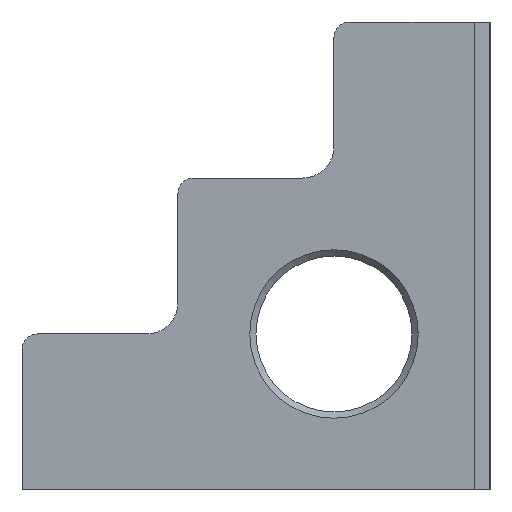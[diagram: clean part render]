
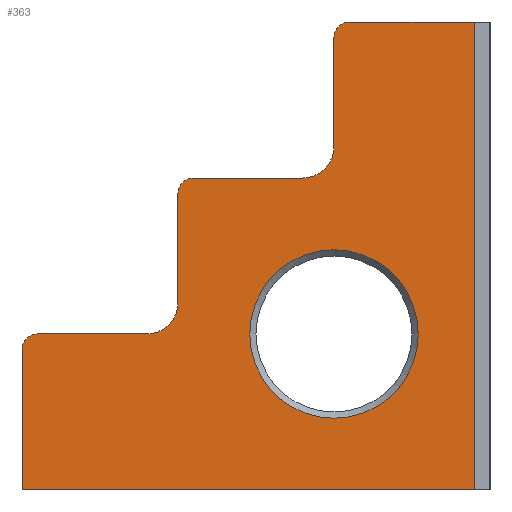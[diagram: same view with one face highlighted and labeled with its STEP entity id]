
A CAD part, front view. The second image highlights one B-rep face of the part: STEP entity #363.
In plain terms, the highlighted planar face has unit normal (0, -1, 0).
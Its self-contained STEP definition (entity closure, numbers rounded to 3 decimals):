
#16=FACE_BOUND('',#61,.T.);
#18=PLANE('',#406);
#39=FACE_OUTER_BOUND('',#60,.T.);
#60=EDGE_LOOP('',(#279,#280,#281,#282,#283,#284,#285,#286,#287,#288,#289,
#290,#291));
#61=EDGE_LOOP('',(#292));
#88=LINE('',#580,#126);
#89=LINE('',#582,#127);
#90=LINE('',#586,#128);
#91=LINE('',#590,#129);
#92=LINE('',#594,#130);
#93=LINE('',#598,#131);
#94=LINE('',#602,#132);
#95=LINE('',#603,#133);
#126=VECTOR('',#468,10.);
#127=VECTOR('',#469,10.);
#128=VECTOR('',#472,10.);
#129=VECTOR('',#475,10.);
#130=VECTOR('',#478,10.);
#131=VECTOR('',#481,10.);
#132=VECTOR('',#484,10.);
#133=VECTOR('',#485,10.);
#161=CIRCLE('',#405,27.);
#162=CIRCLE('',#407,5.);
#163=CIRCLE('',#408,10.);
#164=CIRCLE('',#409,5.);
#165=CIRCLE('',#410,10.);
#166=CIRCLE('',#411,5.);
#183=VERTEX_POINT('',#574);
#184=VERTEX_POINT('',#578);
#185=VERTEX_POINT('',#579);
#186=VERTEX_POINT('',#581);
#187=VERTEX_POINT('',#583);
#188=VERTEX_POINT('',#585);
#189=VERTEX_POINT('',#587);
#190=VERTEX_POINT('',#589);
#191=VERTEX_POINT('',#591);
#192=VERTEX_POINT('',#593);
#193=VERTEX_POINT('',#595);
#194=VERTEX_POINT('',#597);
#195=VERTEX_POINT('',#599);
#196=VERTEX_POINT('',#601);
#219=EDGE_CURVE('',#183,#183,#161,.T.);
#221=EDGE_CURVE('',#184,#185,#88,.T.);
#222=EDGE_CURVE('',#185,#186,#89,.T.);
#223=EDGE_CURVE('',#187,#186,#162,.T.);
#224=EDGE_CURVE('',#187,#188,#90,.T.);
#225=EDGE_CURVE('',#189,#188,#163,.T.);
#226=EDGE_CURVE('',#189,#190,#91,.T.);
#227=EDGE_CURVE('',#191,#190,#164,.T.);
#228=EDGE_CURVE('',#191,#192,#92,.T.);
#229=EDGE_CURVE('',#193,#192,#165,.T.);
#230=EDGE_CURVE('',#193,#194,#93,.T.);
#231=EDGE_CURVE('',#195,#194,#166,.T.);
#232=EDGE_CURVE('',#195,#196,#94,.T.);
#233=EDGE_CURVE('',#196,#184,#95,.T.);
#279=ORIENTED_EDGE('',*,*,#221,.T.);
#280=ORIENTED_EDGE('',*,*,#222,.T.);
#281=ORIENTED_EDGE('',*,*,#223,.F.);
#282=ORIENTED_EDGE('',*,*,#224,.T.);
#283=ORIENTED_EDGE('',*,*,#225,.F.);
#284=ORIENTED_EDGE('',*,*,#226,.T.);
#285=ORIENTED_EDGE('',*,*,#227,.F.);
#286=ORIENTED_EDGE('',*,*,#228,.T.);
#287=ORIENTED_EDGE('',*,*,#229,.F.);
#288=ORIENTED_EDGE('',*,*,#230,.T.);
#289=ORIENTED_EDGE('',*,*,#231,.F.);
#290=ORIENTED_EDGE('',*,*,#232,.T.);
#291=ORIENTED_EDGE('',*,*,#233,.T.);
#292=ORIENTED_EDGE('',*,*,#219,.F.);
#363=ADVANCED_FACE('',(#39,#16),#18,.F.);
#405=AXIS2_PLACEMENT_3D('',#575,#463,#464);
#406=AXIS2_PLACEMENT_3D('',#577,#466,#467);
#407=AXIS2_PLACEMENT_3D('',#584,#470,#471);
#408=AXIS2_PLACEMENT_3D('',#588,#473,#474);
#409=AXIS2_PLACEMENT_3D('',#592,#476,#477);
#410=AXIS2_PLACEMENT_3D('',#596,#479,#480);
#411=AXIS2_PLACEMENT_3D('',#600,#482,#483);
#463=DIRECTION('center_axis',(0.,-1.,0.));
#464=DIRECTION('ref_axis',(1.,0.,0.));
#466=DIRECTION('center_axis',(0.,1.,0.));
#467=DIRECTION('ref_axis',(1.,0.,0.));
#468=DIRECTION('',(0.,0.,1.));
#469=DIRECTION('',(-1.,0.,0.));
#470=DIRECTION('center_axis',(0.,1.,0.));
#471=DIRECTION('ref_axis',(-0.707,0.,0.707));
#472=DIRECTION('',(0.,0.,-1.));
#473=DIRECTION('center_axis',(0.,-1.,0.));
#474=DIRECTION('ref_axis',(0.707,0.,-0.707));
#475=DIRECTION('',(-1.,0.,0.));
#476=DIRECTION('center_axis',(0.,1.,0.));
#477=DIRECTION('ref_axis',(-0.707,0.,0.707));
#478=DIRECTION('',(0.,0.,-1.));
#479=DIRECTION('center_axis',(0.,-1.,0.));
#480=DIRECTION('ref_axis',(0.707,0.,-0.707));
#481=DIRECTION('',(-1.,0.,0.));
#482=DIRECTION('center_axis',(0.,1.,0.));
#483=DIRECTION('ref_axis',(-0.707,0.,0.707));
#484=DIRECTION('',(0.,0.,-1.));
#485=DIRECTION('',(1.,0.,0.));
#574=CARTESIAN_POINT('',(73.,0.,50.));
#575=CARTESIAN_POINT('Origin',(100.,0.,50.));
#577=CARTESIAN_POINT('Origin',(75.,0.,75.));
#578=CARTESIAN_POINT('',(145.,0.,0.));
#579=CARTESIAN_POINT('',(145.,0.,150.));
#580=CARTESIAN_POINT('',(145.,0.,112.5));
#581=CARTESIAN_POINT('',(105.,0.,150.));
#582=CARTESIAN_POINT('',(150.,0.,150.));
#583=CARTESIAN_POINT('',(100.,0.,145.));
#584=CARTESIAN_POINT('Origin',(105.,0.,145.));
#585=CARTESIAN_POINT('',(100.,0.,110.));
#586=CARTESIAN_POINT('',(100.,0.,150.));
#587=CARTESIAN_POINT('',(90.,0.,100.));
#588=CARTESIAN_POINT('Origin',(90.,0.,110.));
#589=CARTESIAN_POINT('',(55.,0.,100.));
#590=CARTESIAN_POINT('',(100.,0.,100.));
#591=CARTESIAN_POINT('',(50.,0.,95.));
#592=CARTESIAN_POINT('Origin',(55.,0.,95.));
#593=CARTESIAN_POINT('',(50.,0.,60.));
#594=CARTESIAN_POINT('',(50.,0.,100.));
#595=CARTESIAN_POINT('',(40.,0.,50.));
#596=CARTESIAN_POINT('Origin',(40.,0.,60.));
#597=CARTESIAN_POINT('',(5.,0.,50.));
#598=CARTESIAN_POINT('',(50.,0.,50.));
#599=CARTESIAN_POINT('',(0.,0.,45.));
#600=CARTESIAN_POINT('Origin',(5.,0.,45.));
#601=CARTESIAN_POINT('',(0.,0.,0.));
#602=CARTESIAN_POINT('',(0.,0.,50.));
#603=CARTESIAN_POINT('',(0.,0.,0.));
